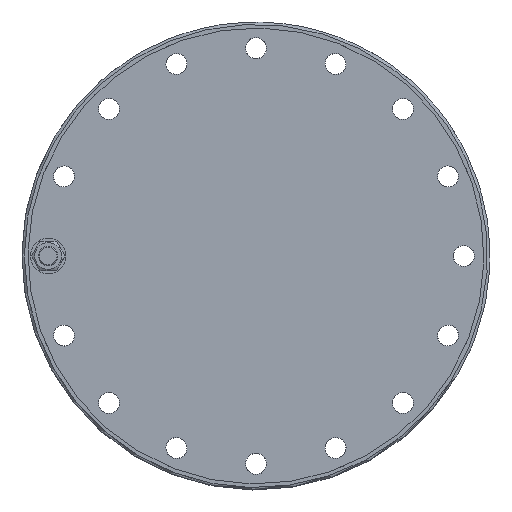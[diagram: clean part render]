
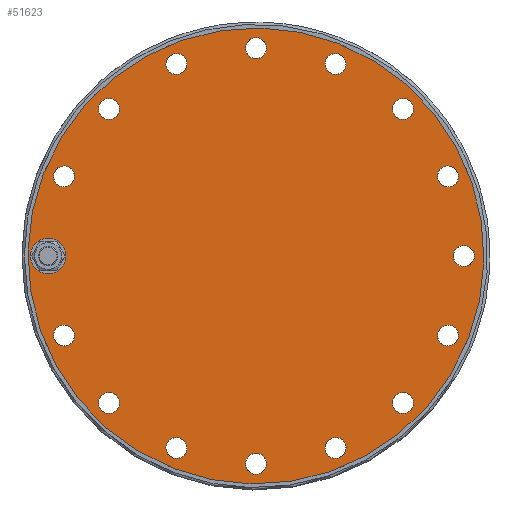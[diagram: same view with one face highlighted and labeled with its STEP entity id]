
A CAD part, left-side view. The second image highlights one B-rep face of the part: STEP entity #51623.
In plain terms, the highlighted planar face has unit normal (-1, 0, 0).
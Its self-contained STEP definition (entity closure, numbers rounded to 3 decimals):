
#4235=FACE_BOUND('',#11404,.T.);
#4236=FACE_BOUND('',#11405,.T.);
#4237=FACE_BOUND('',#11406,.T.);
#4238=FACE_BOUND('',#11407,.T.);
#4239=FACE_BOUND('',#11408,.T.);
#4240=FACE_BOUND('',#11409,.T.);
#4241=FACE_BOUND('',#11410,.T.);
#4242=FACE_BOUND('',#11411,.T.);
#4243=FACE_BOUND('',#11412,.T.);
#4244=FACE_BOUND('',#11413,.T.);
#4245=FACE_BOUND('',#11414,.T.);
#4246=FACE_BOUND('',#11415,.T.);
#4247=FACE_BOUND('',#11416,.T.);
#4248=FACE_BOUND('',#11417,.T.);
#4249=FACE_BOUND('',#11418,.T.);
#4250=FACE_BOUND('',#11419,.T.);
#5298=CIRCLE('',#54383,13.);
#5300=CIRCLE('',#54386,13.);
#5302=CIRCLE('',#54389,13.);
#5304=CIRCLE('',#54392,13.);
#5306=CIRCLE('',#54395,13.);
#5308=CIRCLE('',#54398,13.);
#5310=CIRCLE('',#54401,13.);
#5312=CIRCLE('',#54404,13.);
#5314=CIRCLE('',#54407,13.);
#5316=CIRCLE('',#54410,13.);
#5318=CIRCLE('',#54413,13.);
#5320=CIRCLE('',#54416,13.);
#5322=CIRCLE('',#54419,13.);
#5324=CIRCLE('',#54422,13.);
#5326=CIRCLE('',#54425,13.);
#5328=CIRCLE('',#54428,13.);
#5331=CIRCLE('',#54433,282.5);
#8221=FACE_OUTER_BOUND('',#11403,.T.);
#11403=EDGE_LOOP('',(#47509));
#11404=EDGE_LOOP('',(#47510));
#11405=EDGE_LOOP('',(#47511));
#11406=EDGE_LOOP('',(#47512));
#11407=EDGE_LOOP('',(#47513));
#11408=EDGE_LOOP('',(#47514));
#11409=EDGE_LOOP('',(#47515));
#11410=EDGE_LOOP('',(#47516));
#11411=EDGE_LOOP('',(#47517));
#11412=EDGE_LOOP('',(#47518));
#11413=EDGE_LOOP('',(#47519));
#11414=EDGE_LOOP('',(#47520));
#11415=EDGE_LOOP('',(#47521));
#11416=EDGE_LOOP('',(#47522));
#11417=EDGE_LOOP('',(#47523));
#11418=EDGE_LOOP('',(#47524));
#11419=EDGE_LOOP('',(#47525));
#26216=VERTEX_POINT('',#115805);
#26218=VERTEX_POINT('',#115810);
#26220=VERTEX_POINT('',#115815);
#26222=VERTEX_POINT('',#115820);
#26224=VERTEX_POINT('',#115825);
#26226=VERTEX_POINT('',#115830);
#26228=VERTEX_POINT('',#115835);
#26230=VERTEX_POINT('',#115840);
#26232=VERTEX_POINT('',#115845);
#26234=VERTEX_POINT('',#115850);
#26236=VERTEX_POINT('',#115855);
#26238=VERTEX_POINT('',#115860);
#26240=VERTEX_POINT('',#115865);
#26242=VERTEX_POINT('',#115870);
#26244=VERTEX_POINT('',#115875);
#26246=VERTEX_POINT('',#115880);
#26249=VERTEX_POINT('',#115888);
#33325=EDGE_CURVE('',#26216,#26216,#5298,.T.);
#33327=EDGE_CURVE('',#26218,#26218,#5300,.T.);
#33329=EDGE_CURVE('',#26220,#26220,#5302,.T.);
#33331=EDGE_CURVE('',#26222,#26222,#5304,.T.);
#33333=EDGE_CURVE('',#26224,#26224,#5306,.T.);
#33335=EDGE_CURVE('',#26226,#26226,#5308,.T.);
#33337=EDGE_CURVE('',#26228,#26228,#5310,.T.);
#33339=EDGE_CURVE('',#26230,#26230,#5312,.T.);
#33341=EDGE_CURVE('',#26232,#26232,#5314,.T.);
#33343=EDGE_CURVE('',#26234,#26234,#5316,.T.);
#33345=EDGE_CURVE('',#26236,#26236,#5318,.T.);
#33347=EDGE_CURVE('',#26238,#26238,#5320,.T.);
#33349=EDGE_CURVE('',#26240,#26240,#5322,.T.);
#33351=EDGE_CURVE('',#26242,#26242,#5324,.T.);
#33353=EDGE_CURVE('',#26244,#26244,#5326,.T.);
#33355=EDGE_CURVE('',#26246,#26246,#5328,.T.);
#33358=EDGE_CURVE('',#26249,#26249,#5331,.T.);
#47509=ORIENTED_EDGE('',*,*,#33358,.F.);
#47510=ORIENTED_EDGE('',*,*,#33325,.T.);
#47511=ORIENTED_EDGE('',*,*,#33327,.T.);
#47512=ORIENTED_EDGE('',*,*,#33329,.T.);
#47513=ORIENTED_EDGE('',*,*,#33331,.T.);
#47514=ORIENTED_EDGE('',*,*,#33333,.T.);
#47515=ORIENTED_EDGE('',*,*,#33335,.T.);
#47516=ORIENTED_EDGE('',*,*,#33337,.T.);
#47517=ORIENTED_EDGE('',*,*,#33339,.T.);
#47518=ORIENTED_EDGE('',*,*,#33341,.T.);
#47519=ORIENTED_EDGE('',*,*,#33343,.T.);
#47520=ORIENTED_EDGE('',*,*,#33345,.T.);
#47521=ORIENTED_EDGE('',*,*,#33347,.T.);
#47522=ORIENTED_EDGE('',*,*,#33349,.T.);
#47523=ORIENTED_EDGE('',*,*,#33351,.T.);
#47524=ORIENTED_EDGE('',*,*,#33353,.T.);
#47525=ORIENTED_EDGE('',*,*,#33355,.T.);
#48885=PLANE('',#54432);
#51623=ADVANCED_FACE('',(#8221,#4235,#4236,#4237,#4238,#4239,#4240,#4241,
#4242,#4243,#4244,#4245,#4246,#4247,#4248,#4249,#4250),#48885,.T.);
#54383=AXIS2_PLACEMENT_3D('',#115806,#63448,#63449);
#54386=AXIS2_PLACEMENT_3D('',#115811,#63454,#63455);
#54389=AXIS2_PLACEMENT_3D('',#115816,#63460,#63461);
#54392=AXIS2_PLACEMENT_3D('',#115821,#63466,#63467);
#54395=AXIS2_PLACEMENT_3D('',#115826,#63472,#63473);
#54398=AXIS2_PLACEMENT_3D('',#115831,#63478,#63479);
#54401=AXIS2_PLACEMENT_3D('',#115836,#63484,#63485);
#54404=AXIS2_PLACEMENT_3D('',#115841,#63490,#63491);
#54407=AXIS2_PLACEMENT_3D('',#115846,#63496,#63497);
#54410=AXIS2_PLACEMENT_3D('',#115851,#63502,#63503);
#54413=AXIS2_PLACEMENT_3D('',#115856,#63508,#63509);
#54416=AXIS2_PLACEMENT_3D('',#115861,#63514,#63515);
#54419=AXIS2_PLACEMENT_3D('',#115866,#63520,#63521);
#54422=AXIS2_PLACEMENT_3D('',#115871,#63526,#63527);
#54425=AXIS2_PLACEMENT_3D('',#115876,#63532,#63533);
#54428=AXIS2_PLACEMENT_3D('',#115881,#63538,#63539);
#54432=AXIS2_PLACEMENT_3D('',#115887,#63546,#63547);
#54433=AXIS2_PLACEMENT_3D('',#115889,#63548,#63549);
#63448=DIRECTION('center_axis',(1.,0.,0.));
#63449=DIRECTION('ref_axis',(0.,0.383,0.924));
#63454=DIRECTION('center_axis',(1.,0.,0.));
#63455=DIRECTION('ref_axis',(0.,0.707,0.707));
#63460=DIRECTION('center_axis',(1.,0.,0.));
#63461=DIRECTION('ref_axis',(0.,0.924,0.383));
#63466=DIRECTION('center_axis',(1.,0.,0.));
#63467=DIRECTION('ref_axis',(0.,1.,0.));
#63472=DIRECTION('center_axis',(1.,0.,0.));
#63473=DIRECTION('ref_axis',(0.,0.924,-0.383));
#63478=DIRECTION('center_axis',(1.,0.,0.));
#63479=DIRECTION('ref_axis',(0.,0.707,-0.707));
#63484=DIRECTION('center_axis',(1.,0.,0.));
#63485=DIRECTION('ref_axis',(0.,0.383,-0.924));
#63490=DIRECTION('center_axis',(1.,0.,0.));
#63491=DIRECTION('ref_axis',(0.,0.,-1.));
#63496=DIRECTION('center_axis',(1.,0.,0.));
#63497=DIRECTION('ref_axis',(0.,-0.383,-0.924));
#63502=DIRECTION('center_axis',(1.,0.,0.));
#63503=DIRECTION('ref_axis',(0.,-0.707,-0.707));
#63508=DIRECTION('center_axis',(1.,0.,0.));
#63509=DIRECTION('ref_axis',(0.,-0.924,-0.383));
#63514=DIRECTION('center_axis',(1.,0.,0.));
#63515=DIRECTION('ref_axis',(0.,-1.,0.));
#63520=DIRECTION('center_axis',(1.,0.,0.));
#63521=DIRECTION('ref_axis',(0.,-0.924,0.383));
#63526=DIRECTION('center_axis',(1.,0.,0.));
#63527=DIRECTION('ref_axis',(0.,-0.707,0.707));
#63532=DIRECTION('center_axis',(1.,0.,0.));
#63533=DIRECTION('ref_axis',(0.,-0.383,0.924));
#63538=DIRECTION('center_axis',(1.,0.,0.));
#63539=DIRECTION('ref_axis',(0.,0.,1.));
#63546=DIRECTION('center_axis',(-1.,0.,0.));
#63547=DIRECTION('ref_axis',(0.,0.,1.));
#63548=DIRECTION('center_axis',(1.,0.,0.));
#63549=DIRECTION('ref_axis',(0.,1.,0.));
#115805=CARTESIAN_POINT('',(0.,209.129,-155.07));
#115806=CARTESIAN_POINT('Origin',(0.,214.103,
-143.059));
#115810=CARTESIAN_POINT('',(0.,133.867,-223.296));
#115811=CARTESIAN_POINT('Origin',(0.,143.059,
-214.103));
#115815=CARTESIAN_POINT('',(0.,38.225,-257.527));
#115816=CARTESIAN_POINT('Origin',(0.,50.236,
-252.552));
#115820=CARTESIAN_POINT('',(0.,-63.236,-252.552));
#115821=CARTESIAN_POINT('Origin',(0.,-50.236,
-252.552));
#115825=CARTESIAN_POINT('',(0.,-155.07,-209.129));
#115826=CARTESIAN_POINT('Origin',(0.,-143.059,
-214.103));
#115830=CARTESIAN_POINT('',(0.,-223.296,-133.867));
#115831=CARTESIAN_POINT('Origin',(0.,-214.103,
-143.059));
#115835=CARTESIAN_POINT('',(0.,-257.527,-38.225));
#115836=CARTESIAN_POINT('Origin',(0.,-252.552,
-50.236));
#115840=CARTESIAN_POINT('',(0.,-252.552,63.236));
#115841=CARTESIAN_POINT('Origin',(0.,-252.552,
50.236));
#115845=CARTESIAN_POINT('',(0.,-209.129,155.07));
#115846=CARTESIAN_POINT('Origin',(0.,-214.103,
143.059));
#115850=CARTESIAN_POINT('',(0.,-133.867,223.296));
#115851=CARTESIAN_POINT('Origin',(0.,-143.059,
214.103));
#115855=CARTESIAN_POINT('',(0.,-38.225,257.527));
#115856=CARTESIAN_POINT('Origin',(0.,-50.236,
252.552));
#115860=CARTESIAN_POINT('',(0.,63.236,252.552));
#115861=CARTESIAN_POINT('Origin',(0.,50.236,
252.552));
#115865=CARTESIAN_POINT('',(0.,155.07,209.129));
#115866=CARTESIAN_POINT('Origin',(0.,143.059,
214.103));
#115870=CARTESIAN_POINT('',(0.,223.296,133.867));
#115871=CARTESIAN_POINT('Origin',(0.,214.103,
143.059));
#115875=CARTESIAN_POINT('',(0.,257.527,38.225));
#115876=CARTESIAN_POINT('Origin',(0.,252.552,
50.236));
#115880=CARTESIAN_POINT('',(0.,252.552,-63.236));
#115881=CARTESIAN_POINT('Origin',(0.,252.552,
-50.236));
#115887=CARTESIAN_POINT('Origin',(0.,141.25,0.));
#115888=CARTESIAN_POINT('',(0.,282.5,0.));
#115889=CARTESIAN_POINT('Origin',(0.,0.,0.));
